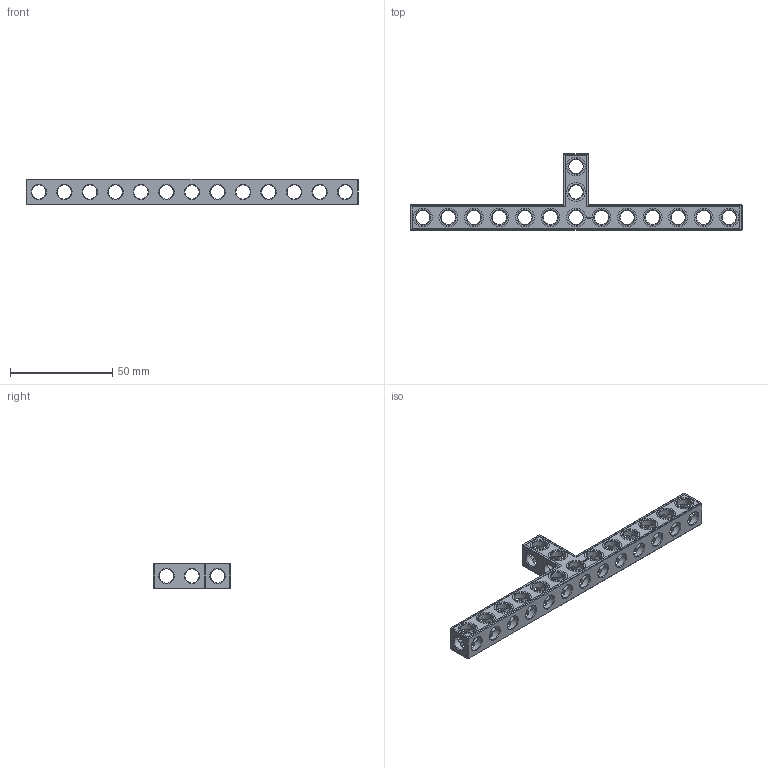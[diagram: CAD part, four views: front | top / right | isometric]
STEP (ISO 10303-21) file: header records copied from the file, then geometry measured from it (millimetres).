
FILE_DESCRIPTION(('FreeCAD Model'),'2;1');
FILE_NAME('Open CASCADE Shape Model','2022-01-28T12:35:24',( 'Paulo Kiefe'),('STEMFIE.org'),'Open CASCADE STEP processor 7.4', 'FreeCAD','Unknown');
FILE_SCHEMA(('AUTOMOTIVE_DESIGN { 1 0 10303 214 1 1 1 1 }'));
Products named in the file (1): Beam_TSH_SYM_ESS_BU13x03x01_-_SPN-BEM-1096_(stemfie.org)
Bounding box: 162.5 x 37.5 x 12.5 mm (x, y, z)
Volume: 14658.6 mm3; surface area: 13214.9 mm2
Topology: 1 solids, 1 shells, 713 faces, 2087 edges, 1365 vertices
Faces by surface type: plane 386, extrusion 174, cylinder 91, cone 62
Full cylindrical faces by diameter (mm): 6.98 x14, 7 x62, 9.2 x15
Entity records: 82477 total; most frequent: CARTESIAN_POINT 43498, DIRECTION 6125, VECTOR 4440, LINE 4266, ORIENTED_EDGE 4174, PCURVE 4174, DEFINITIONAL_REPRESENTATION 4174, EDGE_CURVE 2087
